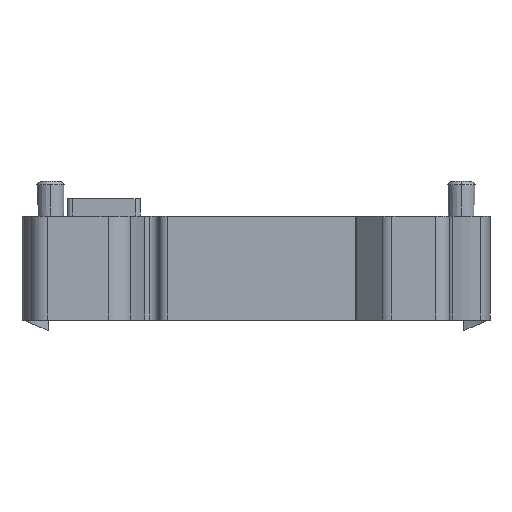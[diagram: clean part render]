
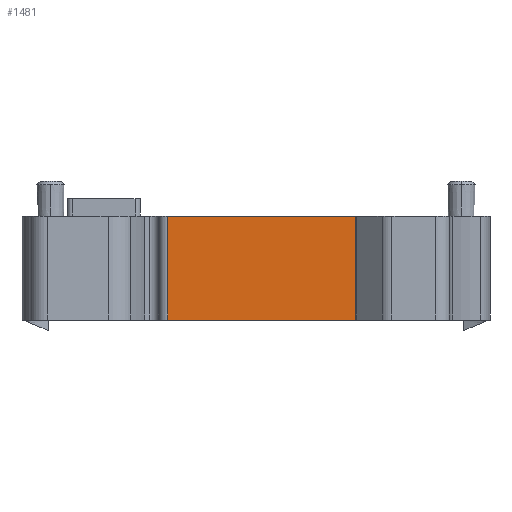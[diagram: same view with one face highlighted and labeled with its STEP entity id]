
A CAD part, front view. The second image highlights one B-rep face of the part: STEP entity #1481.
In plain terms, the highlighted planar face has unit normal (0, -1, 0).
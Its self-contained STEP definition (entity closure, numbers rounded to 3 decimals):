
#413 = LINE ( 'NONE', #4932, #6890 ) ;
#475 = VERTEX_POINT ( 'NONE', #2766 ) ;
#812 = EDGE_CURVE ( 'NONE', #4378, #475, #5802, .T. ) ;
#1103 = EDGE_CURVE ( 'NONE', #2015, #2698, #3476, .T. ) ;
#1481 = ADVANCED_FACE ( 'NONE', ( #7938 ), #3288, .F. ) ;
#1715 = VECTOR ( 'NONE', #2620, 1000. ) ;
#1802 = AXIS2_PLACEMENT_3D ( 'NONE', #3206, #2797, #2773 ) ;
#1845 = ORIENTED_EDGE ( 'NONE', *, *, #1103, .F. ) ;
#2015 = VERTEX_POINT ( 'NONE', #2185 ) ;
#2185 = CARTESIAN_POINT ( 'NONE',  ( 6.332, -1., 6. ) ) ;
#2236 = LINE ( 'NONE', #3638, #5684 ) ;
#2620 = DIRECTION ( 'NONE',  ( 0., 0., -1. ) ) ;
#2698 = VERTEX_POINT ( 'NONE', #5801 ) ;
#2766 = CARTESIAN_POINT ( 'NONE',  ( -5.105, -1., 6. ) ) ;
#2769 = CARTESIAN_POINT ( 'NONE',  ( 6.332, -1., 6. ) ) ;
#2773 = DIRECTION ( 'NONE',  ( 0., 0., 1. ) ) ;
#2797 = DIRECTION ( 'NONE',  ( 0., 1., 0. ) ) ;
#3195 = ORIENTED_EDGE ( 'NONE', *, *, #7318, .F. ) ;
#3206 = CARTESIAN_POINT ( 'NONE',  ( 6.332, -1., 6. ) ) ;
#3288 = PLANE ( 'NONE',  #1802 ) ;
#3476 = LINE ( 'NONE', #2769, #1715 ) ;
#3638 = CARTESIAN_POINT ( 'NONE',  ( 13.168, -1., 0. ) ) ;
#3641 = DIRECTION ( 'NONE',  ( 1., 0., 0. ) ) ;
#4378 = VERTEX_POINT ( 'NONE', #4412 ) ;
#4412 = CARTESIAN_POINT ( 'NONE',  ( -5.105, -1., 0. ) ) ;
#4599 = EDGE_LOOP ( 'NONE', ( #1845, #3195, #6045, #8151 ) ) ;
#4932 = CARTESIAN_POINT ( 'NONE',  ( 13.168, -1., 6. ) ) ;
#5684 = VECTOR ( 'NONE', #8160, 1000. ) ;
#5802 = LINE ( 'NONE', #7692, #7319 ) ;
#5801 = CARTESIAN_POINT ( 'NONE',  ( 6.332, -1., 0. ) ) ;
#5907 = DIRECTION ( 'NONE',  ( 0., 0., 1. ) ) ;
#6045 = ORIENTED_EDGE ( 'NONE', *, *, #812, .F. ) ;
#6370 = EDGE_CURVE ( 'NONE', #2698, #4378, #2236, .T. ) ;
#6890 = VECTOR ( 'NONE', #3641, 1000. ) ;
#7318 = EDGE_CURVE ( 'NONE', #475, #2015, #413, .T. ) ;
#7319 = VECTOR ( 'NONE', #5907, 1000. ) ;
#7692 = CARTESIAN_POINT ( 'NONE',  ( -5.105, -1., 6. ) ) ;
#7938 = FACE_OUTER_BOUND ( 'NONE', #4599, .T. ) ;
#8151 = ORIENTED_EDGE ( 'NONE', *, *, #6370, .F. ) ;
#8160 = DIRECTION ( 'NONE',  ( -1., 0., 0. ) ) ;
